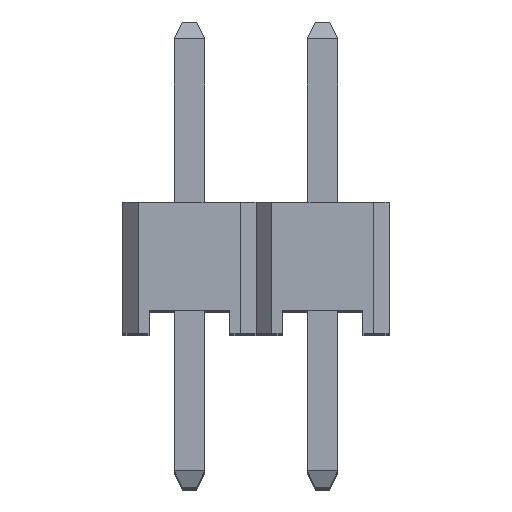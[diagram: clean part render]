
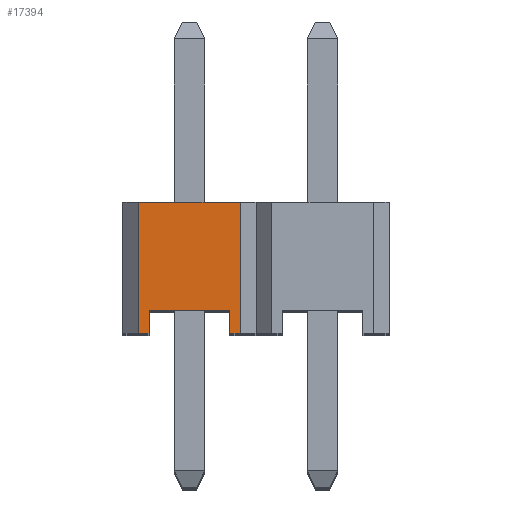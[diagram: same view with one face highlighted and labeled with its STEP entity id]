
A CAD part, top view. The second image highlights one B-rep face of the part: STEP entity #17394.
In plain terms, the highlighted planar face has unit normal (0, 0, 1).
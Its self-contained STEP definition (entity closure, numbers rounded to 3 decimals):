
#1301 = CARTESIAN_POINT ( 'NONE',  ( 0.5, 0.44, 25.4 ) ) ;
#1446 = VECTOR ( 'NONE', #4038, 1000. ) ;
#2584 = DIRECTION ( 'NONE',  ( 0., 0., -1. ) ) ;
#2620 = CARTESIAN_POINT ( 'NONE',  ( 0.3, 2.5, 25.4 ) ) ;
#3039 = ORIENTED_EDGE ( 'NONE', *, *, #24441, .T. ) ;
#3622 = CARTESIAN_POINT ( 'NONE',  ( 0.5, 0., 25.4 ) ) ;
#4038 = DIRECTION ( 'NONE',  ( 0., -1., 0. ) ) ;
#4790 = LINE ( 'NONE', #14216, #7202 ) ;
#4875 = DIRECTION ( 'NONE',  ( 0., -1., 0. ) ) ;
#6316 = EDGE_LOOP ( 'NONE', ( #16507, #17643, #3039, #24527, #17399, #17703, #25489, #24710 ) ) ;
#6730 = CARTESIAN_POINT ( 'NONE',  ( 2.04, 0.44, 25.4 ) ) ;
#7202 = VECTOR ( 'NONE', #19003, 1000. ) ;
#8548 = CARTESIAN_POINT ( 'NONE',  ( 0.3, 2.5, 25.4 ) ) ;
#8929 = DIRECTION ( 'NONE',  ( 1., 0., 0. ) ) ;
#9349 = EDGE_CURVE ( 'NONE', #11008, #18300, #16511, .T. ) ;
#9493 = VERTEX_POINT ( 'NONE', #25968 ) ;
#9841 = EDGE_CURVE ( 'NONE', #28037, #14645, #20117, .T. ) ;
#9971 = DIRECTION ( 'NONE',  ( -1., 0., 0. ) ) ;
#10569 = EDGE_CURVE ( 'NONE', #11008, #17560, #26686, .T. ) ;
#10951 = CARTESIAN_POINT ( 'NONE',  ( 0.3, 0., 25.4 ) ) ;
#11008 = VERTEX_POINT ( 'NONE', #8548 ) ;
#11770 = CARTESIAN_POINT ( 'NONE',  ( 2.04, 0., 25.4 ) ) ;
#11837 = CARTESIAN_POINT ( 'NONE',  ( 0.3, 0., 25.4 ) ) ;
#11961 = VECTOR ( 'NONE', #8929, 1000. ) ;
#12281 = CARTESIAN_POINT ( 'NONE',  ( 0.5, 0.44, 25.4 ) ) ;
#12396 = VECTOR ( 'NONE', #27852, 1000. ) ;
#13557 = EDGE_CURVE ( 'NONE', #25422, #20593, #20807, .T. ) ;
#14211 = DIRECTION ( 'NONE',  ( 1., 0., 0. ) ) ;
#14216 = CARTESIAN_POINT ( 'NONE',  ( 0.3, 0., 25.4 ) ) ;
#14485 = EDGE_CURVE ( 'NONE', #25422, #28037, #17374, .T. ) ;
#14645 = VERTEX_POINT ( 'NONE', #3622 ) ;
#15548 = VECTOR ( 'NONE', #4875, 1000. ) ;
#16507 = ORIENTED_EDGE ( 'NONE', *, *, #14485, .F. ) ;
#16511 = LINE ( 'NONE', #2620, #28441 ) ;
#16943 = CARTESIAN_POINT ( 'NONE',  ( 0.3, 2.5, 25.4 ) ) ;
#17161 = DIRECTION ( 'NONE',  ( 0., -1., 0. ) ) ;
#17374 = LINE ( 'NONE', #12281, #26894 ) ;
#17394 = ADVANCED_FACE ( 'NONE', ( #19404 ), #28908, .F. ) ;
#17399 = ORIENTED_EDGE ( 'NONE', *, *, #9349, .F. ) ;
#17416 = CARTESIAN_POINT ( 'NONE',  ( 2.04, 0.44, 25.4 ) ) ;
#17560 = VERTEX_POINT ( 'NONE', #11837 ) ;
#17643 = ORIENTED_EDGE ( 'NONE', *, *, #13557, .T. ) ;
#17703 = ORIENTED_EDGE ( 'NONE', *, *, #10569, .T. ) ;
#18184 = LINE ( 'NONE', #10951, #11961 ) ;
#18300 = VERTEX_POINT ( 'NONE', #28592 ) ;
#19003 = DIRECTION ( 'NONE',  ( 1., 0., 0. ) ) ;
#19404 = FACE_OUTER_BOUND ( 'NONE', #6316, .T. ) ;
#20117 = LINE ( 'NONE', #1301, #1446 ) ;
#20593 = VERTEX_POINT ( 'NONE', #11770 ) ;
#20807 = LINE ( 'NONE', #6730, #15548 ) ;
#22251 = CARTESIAN_POINT ( 'NONE',  ( 0.3, 2.5, 25.4 ) ) ;
#24441 = EDGE_CURVE ( 'NONE', #20593, #9493, #4790, .T. ) ;
#24527 = ORIENTED_EDGE ( 'NONE', *, *, #28119, .F. ) ;
#24628 = CARTESIAN_POINT ( 'NONE',  ( 0.5, 0.44, 25.4 ) ) ;
#24710 = ORIENTED_EDGE ( 'NONE', *, *, #9841, .F. ) ;
#25422 = VERTEX_POINT ( 'NONE', #17416 ) ;
#25489 = ORIENTED_EDGE ( 'NONE', *, *, #29013, .T. ) ;
#25491 = VECTOR ( 'NONE', #17161, 1000. ) ;
#25968 = CARTESIAN_POINT ( 'NONE',  ( 2.24, 0., 25.4 ) ) ;
#26300 = DIRECTION ( 'NONE',  ( -1., 0., 0. ) ) ;
#26686 = LINE ( 'NONE', #22251, #25491 ) ;
#26894 = VECTOR ( 'NONE', #9971, 1000. ) ;
#27553 = LINE ( 'NONE', #29710, #12396 ) ;
#27852 = DIRECTION ( 'NONE',  ( 0., -1., 0. ) ) ;
#28037 = VERTEX_POINT ( 'NONE', #24628 ) ;
#28119 = EDGE_CURVE ( 'NONE', #18300, #9493, #27553, .T. ) ;
#28441 = VECTOR ( 'NONE', #14211, 1000. ) ;
#28592 = CARTESIAN_POINT ( 'NONE',  ( 2.24, 2.5, 25.4 ) ) ;
#28908 = PLANE ( 'NONE',  #30055 ) ;
#29013 = EDGE_CURVE ( 'NONE', #17560, #14645, #18184, .T. ) ;
#29710 = CARTESIAN_POINT ( 'NONE',  ( 2.24, 2.5, 25.4 ) ) ;
#30055 = AXIS2_PLACEMENT_3D ( 'NONE', #16943, #2584, #26300 ) ;
